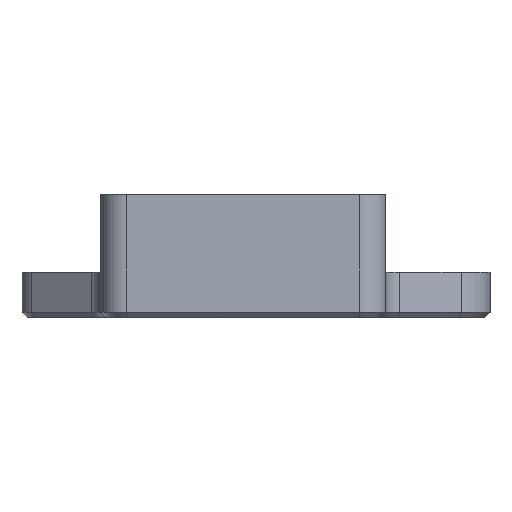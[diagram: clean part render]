
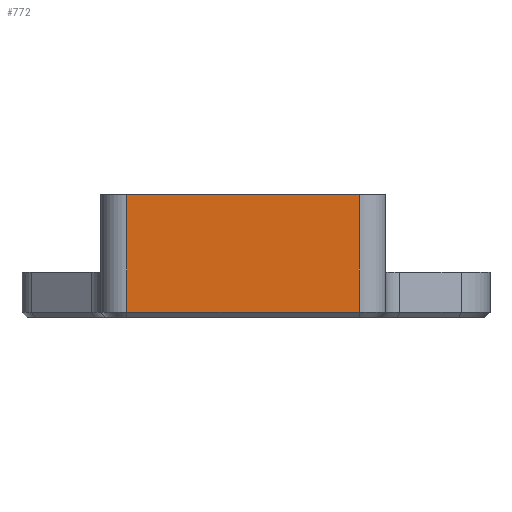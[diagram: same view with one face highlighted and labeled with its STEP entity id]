
A CAD part, left-side view. The second image highlights one B-rep face of the part: STEP entity #772.
In plain terms, the highlighted planar face has unit normal (-1, 0, 0).
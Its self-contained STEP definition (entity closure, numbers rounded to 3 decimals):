
#313 = LINE ( 'NONE', #3377, #4214 ) ;
#357 = CARTESIAN_POINT ( 'NONE',  ( -34.988, -67.995, -156.041 ) ) ;
#453 = VERTEX_POINT ( 'NONE', #2657 ) ;
#666 = ORIENTED_EDGE ( 'NONE', *, *, #1430, .T. ) ;
#772 = ADVANCED_FACE ( 'NONE', ( #1122 ), #1573, .F. ) ;
#848 = CARTESIAN_POINT ( 'NONE',  ( -34.988, -85.995, -146.541 ) ) ;
#1037 = DIRECTION ( 'NONE',  ( 0., -1., 0. ) ) ;
#1053 = ORIENTED_EDGE ( 'NONE', *, *, #4043, .T. ) ;
#1072 = ORIENTED_EDGE ( 'NONE', *, *, #2366, .T. ) ;
#1115 = EDGE_LOOP ( 'NONE', ( #4935, #666, #1072, #1053 ) ) ;
#1122 = FACE_OUTER_BOUND ( 'NONE', #1115, .T. ) ;
#1143 = DIRECTION ( 'NONE',  ( 0., 0., -1. ) ) ;
#1430 = EDGE_CURVE ( 'NONE', #2177, #453, #1805, .T. ) ;
#1573 = PLANE ( 'NONE',  #1997 ) ;
#1684 = VERTEX_POINT ( 'NONE', #848 ) ;
#1783 = CARTESIAN_POINT ( 'NONE',  ( -34.988, -67.995, -146.541 ) ) ;
#1805 = LINE ( 'NONE', #4528, #3427 ) ;
#1933 = VECTOR ( 'NONE', #3865, 1000. ) ;
#1997 = AXIS2_PLACEMENT_3D ( 'NONE', #357, #3119, #1143 ) ;
#2177 = VERTEX_POINT ( 'NONE', #3995 ) ;
#2318 = CARTESIAN_POINT ( 'NONE',  ( -34.988, -67.995, -156.041 ) ) ;
#2366 = EDGE_CURVE ( 'NONE', #453, #1684, #313, .T. ) ;
#2657 = CARTESIAN_POINT ( 'NONE',  ( -34.988, -85.995, -155.641 ) ) ;
#2661 = VERTEX_POINT ( 'NONE', #1783 ) ;
#2953 = VECTOR ( 'NONE', #4533, 1000. ) ;
#3119 = DIRECTION ( 'NONE',  ( 1., 0., 0. ) ) ;
#3377 = CARTESIAN_POINT ( 'NONE',  ( -34.988, -85.995, -156.041 ) ) ;
#3427 = VECTOR ( 'NONE', #1037, 1000. ) ;
#3702 = EDGE_CURVE ( 'NONE', #2177, #2661, #4180, .T. ) ;
#3865 = DIRECTION ( 'NONE',  ( 0., 0., 1. ) ) ;
#3995 = CARTESIAN_POINT ( 'NONE',  ( -34.988, -67.995, -155.641 ) ) ;
#4043 = EDGE_CURVE ( 'NONE', #1684, #2661, #4316, .T. ) ;
#4180 = LINE ( 'NONE', #2318, #1933 ) ;
#4214 = VECTOR ( 'NONE', #4971, 1000. ) ;
#4316 = LINE ( 'NONE', #4867, #2953 ) ;
#4528 = CARTESIAN_POINT ( 'NONE',  ( -34.988, -85.995, -155.641 ) ) ;
#4533 = DIRECTION ( 'NONE',  ( 0., 1., 0. ) ) ;
#4867 = CARTESIAN_POINT ( 'NONE',  ( -34.988, -67.995, -146.541 ) ) ;
#4935 = ORIENTED_EDGE ( 'NONE', *, *, #3702, .F. ) ;
#4971 = DIRECTION ( 'NONE',  ( 0., 0., 1. ) ) ;
